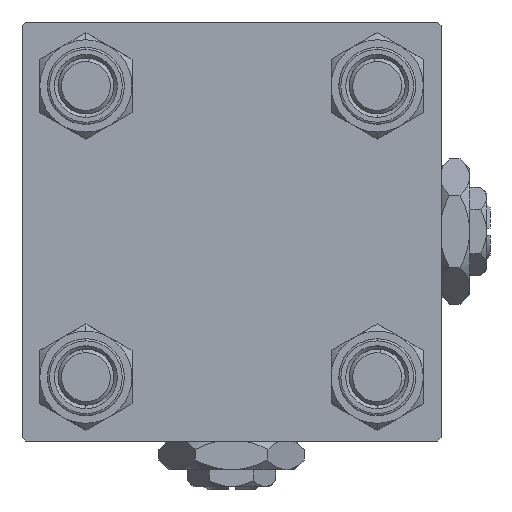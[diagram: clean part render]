
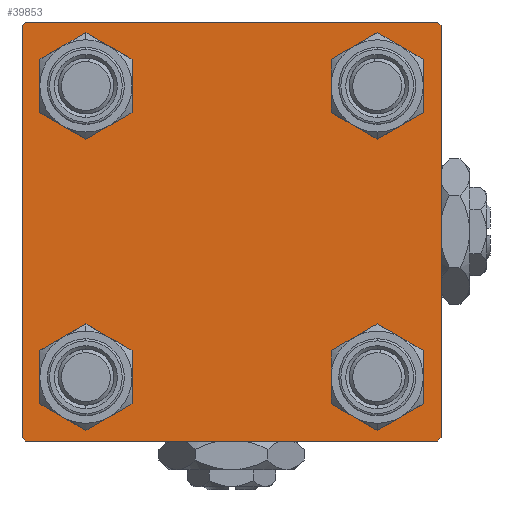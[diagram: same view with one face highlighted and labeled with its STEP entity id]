
A CAD part, left-side view. The second image highlights one B-rep face of the part: STEP entity #39853.
In plain terms, the highlighted planar face has unit normal (-1, 0, 0).
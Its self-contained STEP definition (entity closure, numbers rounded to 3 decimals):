
#14 = AXIS2_PLACEMENT_3D ( 'NONE', #36039, #23279, #40040 ) ;
#903 = VERTEX_POINT ( 'NONE', #14383 ) ;
#987 = EDGE_CURVE ( 'NONE', #6578, #38104, #30088, .T. ) ;
#1233 = VERTEX_POINT ( 'NONE', #32033 ) ;
#1699 = ORIENTED_EDGE ( 'NONE', *, *, #34956, .T. ) ;
#1793 = CARTESIAN_POINT ( 'NONE',  ( 0., -20.85, 20.85 ) ) ;
#2355 = CIRCLE ( 'NONE', #38000, 4.5 ) ;
#2937 = VECTOR ( 'NONE', #9861, 1000. ) ;
#3505 = ORIENTED_EDGE ( 'NONE', *, *, #32501, .T. ) ;
#3516 = CARTESIAN_POINT ( 'NONE',  ( 0., -20.85, 25.35 ) ) ;
#3578 = FACE_OUTER_BOUND ( 'NONE', #44948, .T. ) ;
#4325 = DIRECTION ( 'NONE',  ( 1., 0., 0. ) ) ;
#4485 = DIRECTION ( 'NONE',  ( 0., 0., 1. ) ) ;
#5518 = CARTESIAN_POINT ( 'NONE',  ( 0., 30., -29.5 ) ) ;
#5907 = DIRECTION ( 'NONE',  ( 1., 0., 0. ) ) ;
#6545 = VERTEX_POINT ( 'NONE', #9891 ) ;
#6578 = VERTEX_POINT ( 'NONE', #42346 ) ;
#7663 = DIRECTION ( 'NONE',  ( 1., 0., 0. ) ) ;
#7792 = LINE ( 'NONE', #41022, #28742 ) ;
#8224 = DIRECTION ( 'NONE',  ( 0., -1., 0. ) ) ;
#8485 = LINE ( 'NONE', #24734, #14260 ) ;
#8693 = CARTESIAN_POINT ( 'NONE',  ( 0., 20.85, 20.85 ) ) ;
#8762 = CARTESIAN_POINT ( 'NONE',  ( 0., -20.85, -25.35 ) ) ;
#8821 = DIRECTION ( 'NONE',  ( 0., 0., -1. ) ) ;
#8874 = AXIS2_PLACEMENT_3D ( 'NONE', #32792, #5907, #26671 ) ;
#9376 = ORIENTED_EDGE ( 'NONE', *, *, #19032, .T. ) ;
#9861 = DIRECTION ( 'NONE',  ( 0., 0.707, -0.707 ) ) ;
#9891 = CARTESIAN_POINT ( 'NONE',  ( 0., -29.5, -30. ) ) ;
#10557 = DIRECTION ( 'NONE',  ( 1., 0., 0. ) ) ;
#10825 = DIRECTION ( 'NONE',  ( 0., 0., 1. ) ) ;
#10831 = AXIS2_PLACEMENT_3D ( 'NONE', #31495, #12049, #28283 ) ;
#10852 = VECTOR ( 'NONE', #30837, 1000. ) ;
#11126 = LINE ( 'NONE', #14599, #10852 ) ;
#11174 = DIRECTION ( 'NONE',  ( 0., 0., 1. ) ) ;
#11668 = VERTEX_POINT ( 'NONE', #45123 ) ;
#11814 = FACE_BOUND ( 'NONE', #44267, .T. ) ;
#12049 = DIRECTION ( 'NONE',  ( 1., 0., 0. ) ) ;
#12305 = ORIENTED_EDGE ( 'NONE', *, *, #23109, .F. ) ;
#12322 = CARTESIAN_POINT ( 'NONE',  ( 0., 0., 0. ) ) ;
#13059 = CARTESIAN_POINT ( 'NONE',  ( 0., -30., 29.5 ) ) ;
#13823 = ORIENTED_EDGE ( 'NONE', *, *, #51528, .T. ) ;
#14260 = VECTOR ( 'NONE', #8224, 1000. ) ;
#14383 = CARTESIAN_POINT ( 'NONE',  ( 0., -29.5, 30. ) ) ;
#14550 = VERTEX_POINT ( 'NONE', #13059 ) ;
#14599 = CARTESIAN_POINT ( 'NONE',  ( 0., 30., 30. ) ) ;
#14765 = CARTESIAN_POINT ( 'NONE',  ( 0., 20.85, -16.35 ) ) ;
#15782 = CARTESIAN_POINT ( 'NONE',  ( 0., 20.85, -20.85 ) ) ;
#15837 = VERTEX_POINT ( 'NONE', #14765 ) ;
#16064 = DIRECTION ( 'NONE',  ( 0., 0., 1. ) ) ;
#16135 = AXIS2_PLACEMENT_3D ( 'NONE', #15782, #4325, #32009 ) ;
#16320 = PLANE ( 'NONE',  #48991 ) ;
#16427 = CARTESIAN_POINT ( 'NONE',  ( 0., -20.85, -16.35 ) ) ;
#17728 = AXIS2_PLACEMENT_3D ( 'NONE', #1793, #10557, #10825 ) ;
#18574 = LINE ( 'NONE', #46772, #19194 ) ;
#18862 = ORIENTED_EDGE ( 'NONE', *, *, #50192, .T. ) ;
#19032 = EDGE_CURVE ( 'NONE', #38104, #44259, #18574, .T. ) ;
#19194 = VECTOR ( 'NONE', #30277, 1000. ) ;
#19933 = CIRCLE ( 'NONE', #8874, 4.5 ) ;
#20397 = CIRCLE ( 'NONE', #51038, 4.5 ) ;
#20682 = LINE ( 'NONE', #32659, #27845 ) ;
#21603 = DIRECTION ( 'NONE',  ( 0., 0.707, 0.707 ) ) ;
#21765 = EDGE_CURVE ( 'NONE', #42627, #41725, #2355, .T. ) ;
#21864 = ORIENTED_EDGE ( 'NONE', *, *, #33171, .T. ) ;
#22891 = EDGE_CURVE ( 'NONE', #41289, #6545, #8485, .T. ) ;
#22998 = DIRECTION ( 'NONE',  ( 0., -0.707, -0.707 ) ) ;
#23109 = EDGE_CURVE ( 'NONE', #6578, #903, #11126, .T. ) ;
#23279 = DIRECTION ( 'NONE',  ( 1., 0., 0. ) ) ;
#23328 = CARTESIAN_POINT ( 'NONE',  ( 0., -20.85, 16.35 ) ) ;
#23793 = DIRECTION ( 'NONE',  ( -1., 0., 0. ) ) ;
#24267 = ORIENTED_EDGE ( 'NONE', *, *, #41621, .T. ) ;
#24734 = CARTESIAN_POINT ( 'NONE',  ( 0., 30., -30. ) ) ;
#24863 = EDGE_LOOP ( 'NONE', ( #21864, #44046 ) ) ;
#25299 = EDGE_LOOP ( 'NONE', ( #13823, #3505 ) ) ;
#26474 = CARTESIAN_POINT ( 'NONE',  ( 0., 29.75, -29.75 ) ) ;
#26566 = VERTEX_POINT ( 'NONE', #3516 ) ;
#26671 = DIRECTION ( 'NONE',  ( 0., 0., 1. ) ) ;
#27818 = VECTOR ( 'NONE', #22998, 1000. ) ;
#27845 = VECTOR ( 'NONE', #44644, 1000. ) ;
#27918 = CIRCLE ( 'NONE', #17728, 4.5 ) ;
#28049 = FACE_BOUND ( 'NONE', #25299, .T. ) ;
#28283 = DIRECTION ( 'NONE',  ( 0., 0., 1. ) ) ;
#28326 = ORIENTED_EDGE ( 'NONE', *, *, #987, .T. ) ;
#28742 = VECTOR ( 'NONE', #8821, 1000. ) ;
#29519 = CIRCLE ( 'NONE', #10831, 4.5 ) ;
#30088 = LINE ( 'NONE', #30628, #2937 ) ;
#30277 = DIRECTION ( 'NONE',  ( 0., 0., -1. ) ) ;
#30294 = ORIENTED_EDGE ( 'NONE', *, *, #41400, .T. ) ;
#30628 = CARTESIAN_POINT ( 'NONE',  ( 0., 29.75, 29.75 ) ) ;
#30837 = DIRECTION ( 'NONE',  ( 0., -1., 0. ) ) ;
#31236 = AXIS2_PLACEMENT_3D ( 'NONE', #8693, #7663, #41151 ) ;
#31387 = VERTEX_POINT ( 'NONE', #51756 ) ;
#31495 = CARTESIAN_POINT ( 'NONE',  ( 0., -20.85, 20.85 ) ) ;
#31748 = ORIENTED_EDGE ( 'NONE', *, *, #42049, .T. ) ;
#32009 = DIRECTION ( 'NONE',  ( 0., 0., 1. ) ) ;
#32033 = CARTESIAN_POINT ( 'NONE',  ( 0., -30., -29.5 ) ) ;
#32282 = CIRCLE ( 'NONE', #14, 4.5 ) ;
#32501 = EDGE_CURVE ( 'NONE', #31387, #15837, #20397, .T. ) ;
#32659 = CARTESIAN_POINT ( 'NONE',  ( 0., -29.75, -29.75 ) ) ;
#32792 = CARTESIAN_POINT ( 'NONE',  ( 0., 20.85, 20.85 ) ) ;
#33171 = EDGE_CURVE ( 'NONE', #41725, #42627, #32282, .T. ) ;
#33242 = CARTESIAN_POINT ( 'NONE',  ( 0., 30., 29.5 ) ) ;
#34604 = DIRECTION ( 'NONE',  ( 1., 0., 0. ) ) ;
#34792 = VECTOR ( 'NONE', #21603, 1000. ) ;
#34956 = EDGE_CURVE ( 'NONE', #11668, #37572, #19933, .T. ) ;
#35475 = CIRCLE ( 'NONE', #31236, 4.5 ) ;
#36039 = CARTESIAN_POINT ( 'NONE',  ( 0., -20.85, -20.85 ) ) ;
#36531 = EDGE_LOOP ( 'NONE', ( #43518, #30294 ) ) ;
#36691 = DIRECTION ( 'NONE',  ( 1., 0., 0. ) ) ;
#37434 = CARTESIAN_POINT ( 'NONE',  ( 0., 20.85, 16.35 ) ) ;
#37572 = VERTEX_POINT ( 'NONE', #37434 ) ;
#37776 = ORIENTED_EDGE ( 'NONE', *, *, #43288, .T. ) ;
#37852 = CARTESIAN_POINT ( 'NONE',  ( 0., -29.75, 29.75 ) ) ;
#37945 = ORIENTED_EDGE ( 'NONE', *, *, #46728, .F. ) ;
#38000 = AXIS2_PLACEMENT_3D ( 'NONE', #49449, #36691, #4485 ) ;
#38104 = VERTEX_POINT ( 'NONE', #33242 ) ;
#38707 = LINE ( 'NONE', #26474, #27818 ) ;
#39092 = CIRCLE ( 'NONE', #16135, 4.5 ) ;
#39800 = ORIENTED_EDGE ( 'NONE', *, *, #22891, .T. ) ;
#39853 = ADVANCED_FACE ( 'NONE', ( #48771, #44274, #28049, #11814, #3578 ), #16320, .T. ) ;
#40040 = DIRECTION ( 'NONE',  ( 0., 0., 1. ) ) ;
#41022 = CARTESIAN_POINT ( 'NONE',  ( 0., -30., 30. ) ) ;
#41151 = DIRECTION ( 'NONE',  ( 0., 0., 1. ) ) ;
#41289 = VERTEX_POINT ( 'NONE', #46403 ) ;
#41400 = EDGE_CURVE ( 'NONE', #44319, #26566, #29519, .T. ) ;
#41621 = EDGE_CURVE ( 'NONE', #37572, #11668, #35475, .T. ) ;
#41725 = VERTEX_POINT ( 'NONE', #16427 ) ;
#42049 = EDGE_CURVE ( 'NONE', #44259, #41289, #38707, .T. ) ;
#42346 = CARTESIAN_POINT ( 'NONE',  ( 0., 29.5, 30. ) ) ;
#42584 = CARTESIAN_POINT ( 'NONE',  ( 0., 20.85, -20.85 ) ) ;
#42627 = VERTEX_POINT ( 'NONE', #8762 ) ;
#43288 = EDGE_CURVE ( 'NONE', #6545, #1233, #20682, .T. ) ;
#43518 = ORIENTED_EDGE ( 'NONE', *, *, #47567, .T. ) ;
#44046 = ORIENTED_EDGE ( 'NONE', *, *, #21765, .T. ) ;
#44259 = VERTEX_POINT ( 'NONE', #5518 ) ;
#44267 = EDGE_LOOP ( 'NONE', ( #1699, #24267 ) ) ;
#44274 = FACE_BOUND ( 'NONE', #24863, .T. ) ;
#44319 = VERTEX_POINT ( 'NONE', #23328 ) ;
#44644 = DIRECTION ( 'NONE',  ( 0., -0.707, 0.707 ) ) ;
#44948 = EDGE_LOOP ( 'NONE', ( #9376, #31748, #39800, #37776, #37945, #18862, #12305, #28326 ) ) ;
#45123 = CARTESIAN_POINT ( 'NONE',  ( 0., 20.85, 25.35 ) ) ;
#46098 = LINE ( 'NONE', #37852, #34792 ) ;
#46403 = CARTESIAN_POINT ( 'NONE',  ( 0., 29.5, -30. ) ) ;
#46728 = EDGE_CURVE ( 'NONE', #14550, #1233, #7792, .T. ) ;
#46772 = CARTESIAN_POINT ( 'NONE',  ( 0., 30., 30. ) ) ;
#47567 = EDGE_CURVE ( 'NONE', #26566, #44319, #27918, .T. ) ;
#48771 = FACE_BOUND ( 'NONE', #36531, .T. ) ;
#48991 = AXIS2_PLACEMENT_3D ( 'NONE', #12322, #23793, #16064 ) ;
#49449 = CARTESIAN_POINT ( 'NONE',  ( 0., -20.85, -20.85 ) ) ;
#50192 = EDGE_CURVE ( 'NONE', #14550, #903, #46098, .T. ) ;
#51038 = AXIS2_PLACEMENT_3D ( 'NONE', #42584, #34604, #11174 ) ;
#51528 = EDGE_CURVE ( 'NONE', #15837, #31387, #39092, .T. ) ;
#51756 = CARTESIAN_POINT ( 'NONE',  ( 0., 20.85, -25.35 ) ) ;
